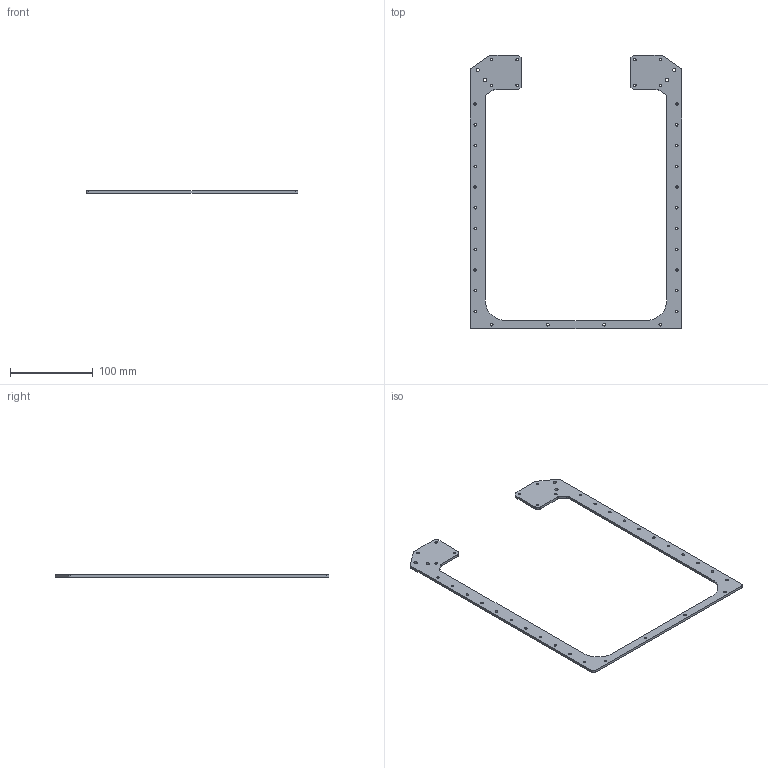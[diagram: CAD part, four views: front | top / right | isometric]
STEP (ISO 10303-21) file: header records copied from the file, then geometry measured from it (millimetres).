
FILE_DESCRIPTION(/* description */ (''),/* implementation_level */ '2;1');
FILE_NAME(/* name */ 'top_platfrom.step',/* time_stamp */ '2019-12-09T12:01:36+01:00',/* author */ (''),/* organization */ (''),/* preprocessor_version */ 'ST-DEVELOPER v18',/* originating_system */ 'Autodesk Translation Framework v8.12.0.6',/* authorisation */ '');
FILE_SCHEMA (('AUTOMOTIVE_DESIGN { 1 0 10303 214 3 1 1 }'));
Length unit declared in the file: millimetre
Products named in the file (1): top_platfrom
Bounding box: 255 x 330 x 3 mm (x, y, z)
Volume: 52095.9 mm3; surface area: 41596.5 mm2
Topology: 1 solids, 1 shells, 80 faces, 272 edges, 194 vertices
Faces by surface type: cylinder 58, plane 22
Full cylindrical faces by diameter (mm): 3 x34, 4 x4
Entity records: 3279 total; most frequent: DIRECTION 588, CARTESIAN_POINT 547, ORIENTED_EDGE 544, EDGE_CURVE 272, AXIS2_PLACEMENT_3D 235, VERTEX_POINT 194, EDGE_LOOP 156, CIRCLE 154
